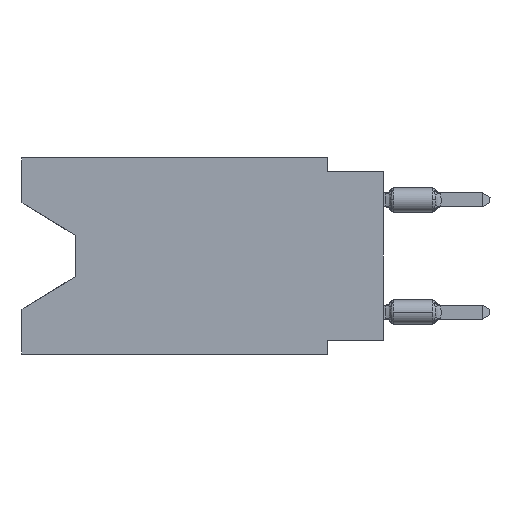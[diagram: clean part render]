
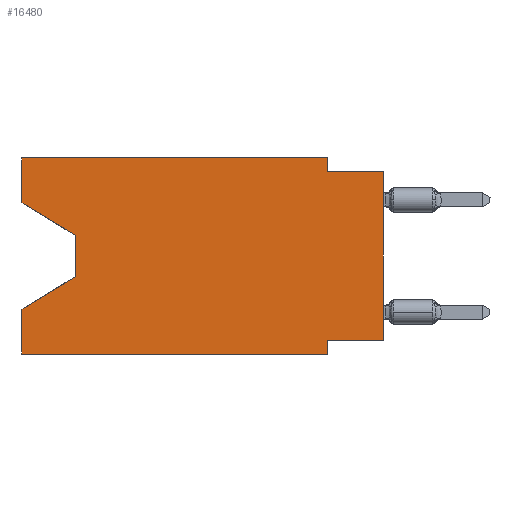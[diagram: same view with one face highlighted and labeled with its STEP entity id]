
A CAD part, left-side view. The second image highlights one B-rep face of the part: STEP entity #16480.
In plain terms, the highlighted planar face has unit normal (-1, 0, 0).
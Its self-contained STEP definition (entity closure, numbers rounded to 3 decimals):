
#927 = ORIENTED_EDGE ( 'NONE', *, *, #40638, .F. ) ;
#2354 = VECTOR ( 'NONE', #17828, 1000. ) ;
#2651 = VERTEX_POINT ( 'NONE', #17484 ) ;
#4175 = DIRECTION ( 'NONE',  ( 1., 0., 0. ) ) ;
#5001 = VECTOR ( 'NONE', #29360, 1000. ) ;
#6007 = VECTOR ( 'NONE', #21011, 1000. ) ;
#6532 = VERTEX_POINT ( 'NONE', #29880 ) ;
#7663 = DIRECTION ( 'NONE',  ( 0., 0., -1. ) ) ;
#10294 = EDGE_CURVE ( 'NONE', #2651, #23433, #49093, .T. ) ;
#10385 = VERTEX_POINT ( 'NONE', #56685 ) ;
#11334 = VECTOR ( 'NONE', #43360, 1000. ) ;
#12092 = CARTESIAN_POINT ( 'NONE',  ( 0., 16.383, 0. ) ) ;
#12343 = VECTOR ( 'NONE', #12414, 1000. ) ;
#12385 = CARTESIAN_POINT ( 'NONE',  ( 0., 2.54, -8.89 ) ) ;
#12414 = DIRECTION ( 'NONE',  ( 0., 0.855, -0.519 ) ) ;
#12606 = VERTEX_POINT ( 'NONE', #18315 ) ;
#12736 = EDGE_CURVE ( 'NONE', #40985, #21634, #16636, .T. ) ;
#13078 = VECTOR ( 'NONE', #7663, 1000. ) ;
#14200 = EDGE_CURVE ( 'NONE', #10385, #40985, #55035, .T. ) ;
#15654 = CARTESIAN_POINT ( 'NONE',  ( 0., 13.97, -5.385 ) ) ;
#15843 = LINE ( 'NONE', #26046, #23483 ) ;
#16480 = ADVANCED_FACE ( 'NONE', ( #32598 ), #47852, .F. ) ;
#16636 = LINE ( 'NONE', #31938, #47632 ) ;
#16696 = VECTOR ( 'NONE', #42324, 1000. ) ;
#17011 = EDGE_CURVE ( 'NONE', #28791, #6532, #15843, .T. ) ;
#17484 = CARTESIAN_POINT ( 'NONE',  ( 0., 16.383, -2.038 ) ) ;
#17828 = DIRECTION ( 'NONE',  ( 0., 0., 1. ) ) ;
#18315 = CARTESIAN_POINT ( 'NONE',  ( 0., 2.54, -8.255 ) ) ;
#18778 = CARTESIAN_POINT ( 'NONE',  ( 0., 16.383, -8.89 ) ) ;
#19169 = CARTESIAN_POINT ( 'NONE',  ( 0., 16.383, 0. ) ) ;
#20809 = EDGE_CURVE ( 'NONE', #2651, #10385, #46800, .T. ) ;
#21011 = DIRECTION ( 'NONE',  ( 0., 0., -1. ) ) ;
#21634 = VERTEX_POINT ( 'NONE', #25579 ) ;
#22358 = DIRECTION ( 'NONE',  ( 0., 0., -1. ) ) ;
#23010 = ORIENTED_EDGE ( 'NONE', *, *, #32659, .F. ) ;
#23433 = VERTEX_POINT ( 'NONE', #26144 ) ;
#23435 = AXIS2_PLACEMENT_3D ( 'NONE', #57405, #4175, #23654 ) ;
#23483 = VECTOR ( 'NONE', #30208, 1000. ) ;
#23654 = DIRECTION ( 'NONE',  ( 0., 0., -1. ) ) ;
#24130 = CARTESIAN_POINT ( 'NONE',  ( 0., 16.383, -8.89 ) ) ;
#25516 = DIRECTION ( 'NONE',  ( 0., -0.855, -0.519 ) ) ;
#25579 = CARTESIAN_POINT ( 'NONE',  ( 0., 2.54, -0.635 ) ) ;
#25625 = ORIENTED_EDGE ( 'NONE', *, *, #43391, .T. ) ;
#25726 = VECTOR ( 'NONE', #25516, 1000. ) ;
#26046 = CARTESIAN_POINT ( 'NONE',  ( 0., 0., 0. ) ) ;
#26144 = CARTESIAN_POINT ( 'NONE',  ( 0., 13.97, -3.505 ) ) ;
#26882 = VERTEX_POINT ( 'NONE', #18778 ) ;
#26894 = ORIENTED_EDGE ( 'NONE', *, *, #10294, .T. ) ;
#27346 = VECTOR ( 'NONE', #37776, 1000. ) ;
#28791 = VERTEX_POINT ( 'NONE', #60705 ) ;
#29360 = DIRECTION ( 'NONE',  ( 0., -1., 0. ) ) ;
#29880 = CARTESIAN_POINT ( 'NONE',  ( 0., 0., -0.635 ) ) ;
#30208 = DIRECTION ( 'NONE',  ( 0., 0., 1. ) ) ;
#31938 = CARTESIAN_POINT ( 'NONE',  ( 0., 2.54, 0. ) ) ;
#32002 = ORIENTED_EDGE ( 'NONE', *, *, #20809, .F. ) ;
#32077 = CARTESIAN_POINT ( 'NONE',  ( 0., 0., -8.255 ) ) ;
#32598 = FACE_OUTER_BOUND ( 'NONE', #49762, .T. ) ;
#32659 = EDGE_CURVE ( 'NONE', #21634, #6532, #53241, .T. ) ;
#33233 = ORIENTED_EDGE ( 'NONE', *, *, #39944, .F. ) ;
#33872 = ORIENTED_EDGE ( 'NONE', *, *, #17011, .T. ) ;
#33957 = ORIENTED_EDGE ( 'NONE', *, *, #12736, .F. ) ;
#35777 = CARTESIAN_POINT ( 'NONE',  ( 0., 16.383, -6.852 ) ) ;
#36642 = LINE ( 'NONE', #41732, #12343 ) ;
#36842 = LINE ( 'NONE', #32077, #27346 ) ;
#37776 = DIRECTION ( 'NONE',  ( 0., 1., 0. ) ) ;
#37870 = CARTESIAN_POINT ( 'NONE',  ( 0., 16.383, 0. ) ) ;
#37957 = CARTESIAN_POINT ( 'NONE',  ( 0., 0., -0.635 ) ) ;
#38469 = VERTEX_POINT ( 'NONE', #53515 ) ;
#39120 = ORIENTED_EDGE ( 'NONE', *, *, #52668, .F. ) ;
#39531 = CARTESIAN_POINT ( 'NONE',  ( 0., 16.383, -2.038 ) ) ;
#39944 = EDGE_CURVE ( 'NONE', #28791, #12606, #36842, .T. ) ;
#39969 = CARTESIAN_POINT ( 'NONE',  ( 0., 13.97, -3.505 ) ) ;
#40166 = EDGE_CURVE ( 'NONE', #23433, #54857, #49527, .T. ) ;
#40638 = EDGE_CURVE ( 'NONE', #12606, #38469, #54779, .T. ) ;
#40985 = VERTEX_POINT ( 'NONE', #49611 ) ;
#41732 = CARTESIAN_POINT ( 'NONE',  ( 0., 13.97, -5.385 ) ) ;
#42324 = DIRECTION ( 'NONE',  ( 0., 0., 1. ) ) ;
#43360 = DIRECTION ( 'NONE',  ( 0., -1., 0. ) ) ;
#43391 = EDGE_CURVE ( 'NONE', #54857, #53841, #36642, .T. ) ;
#43800 = ORIENTED_EDGE ( 'NONE', *, *, #45237, .T. ) ;
#45237 = EDGE_CURVE ( 'NONE', #26882, #38469, #53731, .T. ) ;
#46800 = LINE ( 'NONE', #37870, #16696 ) ;
#47632 = VECTOR ( 'NONE', #22358, 1000. ) ;
#47852 = PLANE ( 'NONE',  #23435 ) ;
#49093 = LINE ( 'NONE', #39531, #25726 ) ;
#49527 = LINE ( 'NONE', #39969, #13078 ) ;
#49611 = CARTESIAN_POINT ( 'NONE',  ( 0., 2.54, 0. ) ) ;
#49762 = EDGE_LOOP ( 'NONE', ( #26894, #50847, #25625, #39120, #43800, #927, #33233, #33872, #23010, #33957, #60645, #32002 ) ) ;
#50847 = ORIENTED_EDGE ( 'NONE', *, *, #40166, .T. ) ;
#52668 = EDGE_CURVE ( 'NONE', #26882, #53841, #61477, .T. ) ;
#53241 = LINE ( 'NONE', #37957, #11334 ) ;
#53515 = CARTESIAN_POINT ( 'NONE',  ( 0., 2.54, -8.89 ) ) ;
#53731 = LINE ( 'NONE', #24130, #61193 ) ;
#53841 = VERTEX_POINT ( 'NONE', #35777 ) ;
#54341 = DIRECTION ( 'NONE',  ( 0., -1., 0. ) ) ;
#54779 = LINE ( 'NONE', #12385, #6007 ) ;
#54857 = VERTEX_POINT ( 'NONE', #15654 ) ;
#55035 = LINE ( 'NONE', #19169, #5001 ) ;
#56685 = CARTESIAN_POINT ( 'NONE',  ( 0., 16.383, 0. ) ) ;
#57405 = CARTESIAN_POINT ( 'NONE',  ( 0., 16.383, 0. ) ) ;
#60645 = ORIENTED_EDGE ( 'NONE', *, *, #14200, .F. ) ;
#60705 = CARTESIAN_POINT ( 'NONE',  ( 0., 0., -8.255 ) ) ;
#61193 = VECTOR ( 'NONE', #54341, 1000. ) ;
#61477 = LINE ( 'NONE', #12092, #2354 ) ;
